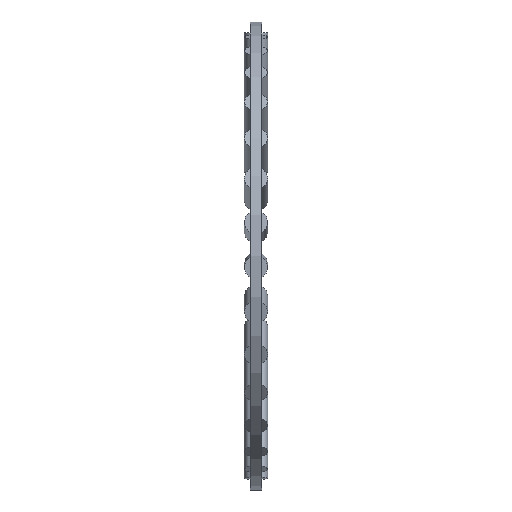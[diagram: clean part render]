
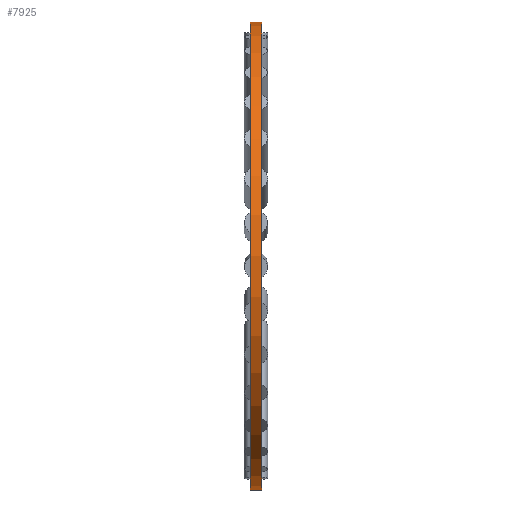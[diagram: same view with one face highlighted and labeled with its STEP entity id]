
A CAD part, left-side view. The second image highlights one B-rep face of the part: STEP entity #7925.
In plain terms, the highlighted cylindrical face has radius 19.844 mm (diameter 39.688 mm), a partial arc.
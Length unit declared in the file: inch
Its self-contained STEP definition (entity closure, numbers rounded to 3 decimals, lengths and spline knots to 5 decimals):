
#74 = DIRECTION ( 'NONE',  ( 0., -1., 0. ) ) ;
#384 = EDGE_CURVE ( 'NONE', #6070, #8384, #6357, .T. ) ;
#497 = EDGE_CURVE ( 'NONE', #5844, #7501, #4839, .T. ) ;
#646 = FACE_OUTER_BOUND ( 'NONE', #6984, .T. ) ;
#998 = LINE ( 'NONE', #7568, #1321 ) ;
#1297 = CYLINDRICAL_SURFACE ( 'NONE', #2012, 0.78125 ) ;
#1321 = VECTOR ( 'NONE', #2971, 39.37008 ) ;
#1640 = AXIS2_PLACEMENT_3D ( 'NONE', #1957, #8435, #4668 ) ;
#1768 = AXIS2_PLACEMENT_3D ( 'NONE', #4792, #5485, #2089 ) ;
#1799 = ORIENTED_EDGE ( 'NONE', *, *, #4597, .T. ) ;
#1957 = CARTESIAN_POINT ( 'NONE',  ( 0., -0.01875, 0. ) ) ;
#2012 = AXIS2_PLACEMENT_3D ( 'NONE', #6648, #74, #4001 ) ;
#2089 = DIRECTION ( 'NONE',  ( 0., 0., -1. ) ) ;
#2528 = CARTESIAN_POINT ( 'NONE',  ( 0., -0.01875, -0.78125 ) ) ;
#2728 = DIRECTION ( 'NONE',  ( 0., -1., 0. ) ) ;
#2971 = DIRECTION ( 'NONE',  ( 0., -1., 0. ) ) ;
#3063 = ORIENTED_EDGE ( 'NONE', *, *, #6618, .F. ) ;
#3237 = VECTOR ( 'NONE', #2728, 39.37008 ) ;
#3536 = CARTESIAN_POINT ( 'NONE',  ( 0., 0.01875, 0.78125 ) ) ;
#4001 = DIRECTION ( 'NONE',  ( 0., 0., -1. ) ) ;
#4597 = EDGE_CURVE ( 'NONE', #7501, #6070, #6767, .T. ) ;
#4668 = DIRECTION ( 'NONE',  ( 0., 0., 1. ) ) ;
#4792 = CARTESIAN_POINT ( 'NONE',  ( 0., 0.01875, 0. ) ) ;
#4839 = CIRCLE ( 'NONE', #1768, 0.78125 ) ;
#5485 = DIRECTION ( 'NONE',  ( 0., -1., 0. ) ) ;
#5844 = VERTEX_POINT ( 'NONE', #3536 ) ;
#5947 = CARTESIAN_POINT ( 'NONE',  ( 0., -0.01875, 0.78125 ) ) ;
#6014 = CARTESIAN_POINT ( 'NONE',  ( 0., 0.01875, -0.78125 ) ) ;
#6070 = VERTEX_POINT ( 'NONE', #2528 ) ;
#6357 = CIRCLE ( 'NONE', #1640, 0.78125 ) ;
#6618 = EDGE_CURVE ( 'NONE', #5844, #8384, #998, .T. ) ;
#6648 = CARTESIAN_POINT ( 'NONE',  ( 0., -0.03906, 0. ) ) ;
#6767 = LINE ( 'NONE', #6809, #3237 ) ;
#6809 = CARTESIAN_POINT ( 'NONE',  ( 0., -0.03906, -0.78125 ) ) ;
#6984 = EDGE_LOOP ( 'NONE', ( #3063, #7839, #1799, #7800 ) ) ;
#7501 = VERTEX_POINT ( 'NONE', #6014 ) ;
#7568 = CARTESIAN_POINT ( 'NONE',  ( 0., -0.03906, 0.78125 ) ) ;
#7800 = ORIENTED_EDGE ( 'NONE', *, *, #384, .T. ) ;
#7839 = ORIENTED_EDGE ( 'NONE', *, *, #497, .T. ) ;
#7925 = ADVANCED_FACE ( 'NONE', ( #646 ), #1297, .T. ) ;
#8384 = VERTEX_POINT ( 'NONE', #5947 ) ;
#8435 = DIRECTION ( 'NONE',  ( 0., 1., 0. ) ) ;
